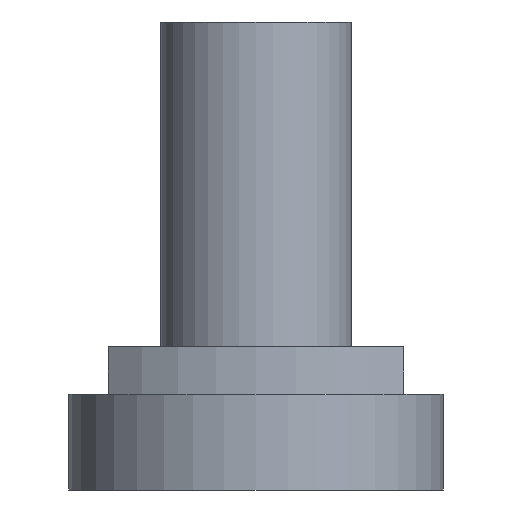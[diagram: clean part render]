
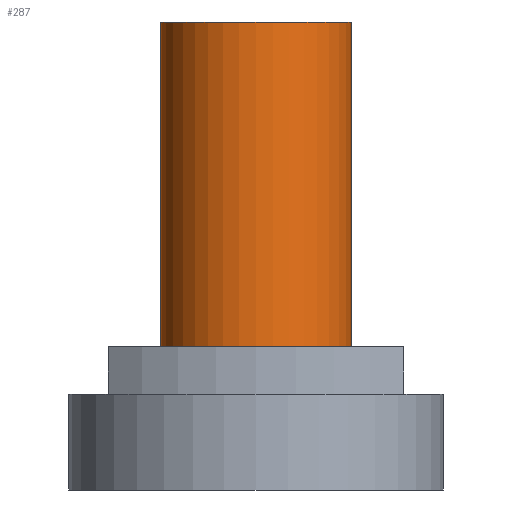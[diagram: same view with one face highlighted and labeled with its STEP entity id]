
A CAD part, left-side view. The second image highlights one B-rep face of the part: STEP entity #287.
In plain terms, the highlighted cylindrical face has radius 5.08 mm (diameter 10.16 mm), a full revolution.
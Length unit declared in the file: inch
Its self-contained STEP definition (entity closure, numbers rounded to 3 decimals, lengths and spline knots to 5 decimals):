
#17=CYLINDRICAL_SURFACE('',#333,0.2);
#31=FACE_OUTER_BOUND('',#50,.T.);
#50=EDGE_LOOP('',(#209,#210,#211,#212));
#74=LINE('',#478,#97);
#97=VECTOR('',#387,0.2);
#117=CIRCLE('',#327,0.2);
#121=CIRCLE('',#334,0.2);
#135=VERTEX_POINT('',#461);
#140=VERTEX_POINT('',#476);
#161=EDGE_CURVE('',#135,#135,#117,.T.);
#168=EDGE_CURVE('',#140,#140,#121,.T.);
#169=EDGE_CURVE('',#140,#135,#74,.T.);
#209=ORIENTED_EDGE('',*,*,#168,.F.);
#210=ORIENTED_EDGE('',*,*,#169,.T.);
#211=ORIENTED_EDGE('',*,*,#161,.T.);
#212=ORIENTED_EDGE('',*,*,#169,.F.);
#287=ADVANCED_FACE('',(#31),#17,.T.);
#327=AXIS2_PLACEMENT_3D('',#462,#368,#369);
#333=AXIS2_PLACEMENT_3D('',#475,#383,#384);
#334=AXIS2_PLACEMENT_3D('',#477,#385,#386);
#368=DIRECTION('center_axis',(0.,0.,1.));
#369=DIRECTION('ref_axis',(1.,0.,0.));
#383=DIRECTION('center_axis',(0.,0.,1.));
#384=DIRECTION('ref_axis',(1.,0.,0.));
#385=DIRECTION('center_axis',(0.,0.,1.));
#386=DIRECTION('ref_axis',(1.,0.,0.));
#387=DIRECTION('',(0.,0.,-1.));
#461=CARTESIAN_POINT('',(0.8,0.,0.3));
#462=CARTESIAN_POINT('Origin',(1.,0.,0.3));
#475=CARTESIAN_POINT('Origin',(1.,0.,0.2));
#476=CARTESIAN_POINT('',(0.8,0.,0.979));
#477=CARTESIAN_POINT('Origin',(1.,0.,0.979));
#478=CARTESIAN_POINT('',(0.8,0.,0.2));
